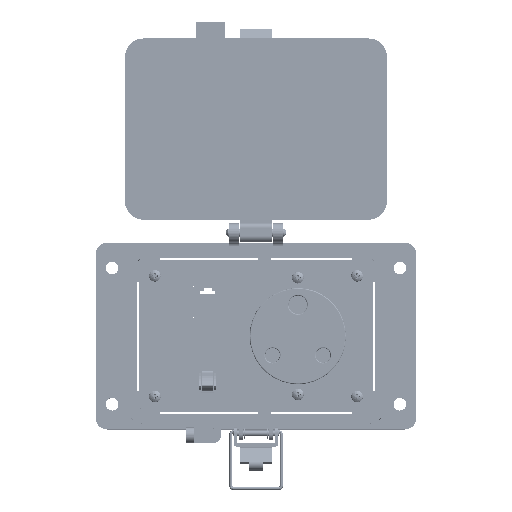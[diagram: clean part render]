
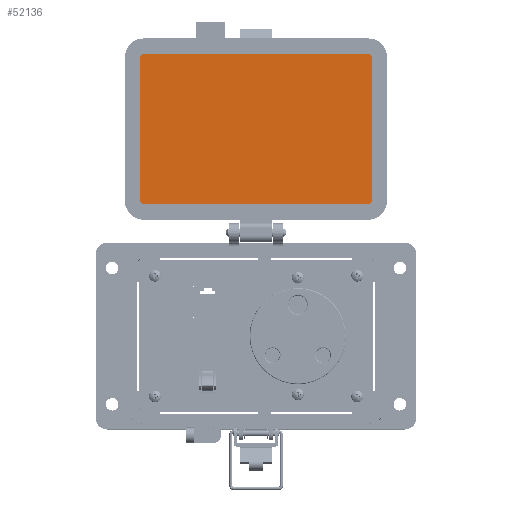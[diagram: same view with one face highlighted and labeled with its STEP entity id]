
A CAD part, top view. The second image highlights one B-rep face of the part: STEP entity #52136.
In plain terms, the highlighted planar face has unit normal (0, 0, 1).
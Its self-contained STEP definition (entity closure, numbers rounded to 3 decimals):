
#257 = ORIENTED_EDGE ( 'NONE', *, *, #12729, .F. ) ;
#1177 = EDGE_LOOP ( 'NONE', ( #73513, #48494, #51476, #10373, #92531, #97376, #96808, #257 ) ) ;
#3048 = AXIS2_PLACEMENT_3D ( 'NONE', #38528, #105526, #30306 ) ;
#4085 = AXIS2_PLACEMENT_3D ( 'NONE', #22837, #89299, #39329 ) ;
#4532 = EDGE_CURVE ( 'NONE', #23449, #89698, #17449, .T. ) ;
#5282 = VERTEX_POINT ( 'NONE', #89868 ) ;
#9568 = DIRECTION ( 'NONE',  ( 0., -1., 0. ) ) ;
#10080 = CARTESIAN_POINT ( 'NONE',  ( -57.72, 69.55, 8.694 ) ) ;
#10373 = ORIENTED_EDGE ( 'NONE', *, *, #39295, .F. ) ;
#12729 = EDGE_CURVE ( 'NONE', #78877, #23449, #37071, .T. ) ;
#13034 = CIRCLE ( 'NONE', #51660, 1.785 ) ;
#16928 = VECTOR ( 'NONE', #98681, 1000. ) ;
#17449 = CIRCLE ( 'NONE', #31705, 1.785 ) ;
#19141 = AXIS2_PLACEMENT_3D ( 'NONE', #10080, #77654, #9568 ) ;
#22837 = CARTESIAN_POINT ( 'NONE',  ( 57.717, 69.55, 8.694 ) ) ;
#23346 = EDGE_CURVE ( 'NONE', #27040, #81185, #50797, .T. ) ;
#23449 = VERTEX_POINT ( 'NONE', #77400 ) ;
#24514 = CARTESIAN_POINT ( 'NONE',  ( -59.505, 143.334, 8.694 ) ) ;
#25847 = DIRECTION ( 'NONE',  ( 0., -1., 0. ) ) ;
#27040 = VERTEX_POINT ( 'NONE', #99728 ) ;
#29923 = DIRECTION ( 'NONE',  ( 1., 0., 0. ) ) ;
#30306 = DIRECTION ( 'NONE',  ( 0., -1., 0. ) ) ;
#31516 = CARTESIAN_POINT ( 'NONE',  ( -57.72, 145.119, 8.694 ) ) ;
#31705 = AXIS2_PLACEMENT_3D ( 'NONE', #50587, #49501, #25847 ) ;
#34694 = EDGE_CURVE ( 'NONE', #81185, #5282, #49258, .T. ) ;
#37071 = LINE ( 'NONE', #54660, #93384 ) ;
#38528 = CARTESIAN_POINT ( 'NONE',  ( -30.745, 145.119, 8.694 ) ) ;
#39295 = EDGE_CURVE ( 'NONE', #51640, #27040, #70298, .T. ) ;
#39329 = DIRECTION ( 'NONE',  ( 0., -1., 0. ) ) ;
#44176 = EDGE_CURVE ( 'NONE', #5282, #78877, #13034, .T. ) ;
#44269 = EDGE_CURVE ( 'NONE', #89698, #77443, #52183, .T. ) ;
#48494 = ORIENTED_EDGE ( 'NONE', *, *, #34694, .F. ) ;
#49258 = LINE ( 'NONE', #24514, #16928 ) ;
#49501 = DIRECTION ( 'NONE',  ( 0., 0., -1. ) ) ;
#50587 = CARTESIAN_POINT ( 'NONE',  ( 57.717, 143.334, 8.694 ) ) ;
#50797 = CIRCLE ( 'NONE', #19141, 1.785 ) ;
#51476 = ORIENTED_EDGE ( 'NONE', *, *, #23346, .F. ) ;
#51640 = VERTEX_POINT ( 'NONE', #80990 ) ;
#51660 = AXIS2_PLACEMENT_3D ( 'NONE', #81910, #99427, #74758 ) ;
#51671 = DIRECTION ( 'NONE',  ( 0., -1., 0. ) ) ;
#52136 = ADVANCED_FACE ( 'NONE', ( #88520 ), #80295, .T. ) ;
#52183 = LINE ( 'NONE', #84637, #90342 ) ;
#54660 = CARTESIAN_POINT ( 'NONE',  ( 57.717, 145.119, 8.694 ) ) ;
#56033 = VECTOR ( 'NONE', #95526, 1000. ) ;
#64264 = CARTESIAN_POINT ( 'NONE',  ( 59.502, 143.334, 8.694 ) ) ;
#70298 = LINE ( 'NONE', #103747, #56033 ) ;
#73513 = ORIENTED_EDGE ( 'NONE', *, *, #44176, .F. ) ;
#74758 = DIRECTION ( 'NONE',  ( 0., -1., 0. ) ) ;
#77400 = CARTESIAN_POINT ( 'NONE',  ( 57.717, 145.119, 8.694 ) ) ;
#77443 = VERTEX_POINT ( 'NONE', #89203 ) ;
#77654 = DIRECTION ( 'NONE',  ( 0., 0., -1. ) ) ;
#78877 = VERTEX_POINT ( 'NONE', #31516 ) ;
#79544 = CARTESIAN_POINT ( 'NONE',  ( -59.505, 69.55, 8.694 ) ) ;
#80295 = PLANE ( 'NONE',  #3048 ) ;
#80990 = CARTESIAN_POINT ( 'NONE',  ( 57.717, 67.765, 8.694 ) ) ;
#81185 = VERTEX_POINT ( 'NONE', #79544 ) ;
#81910 = CARTESIAN_POINT ( 'NONE',  ( -57.72, 143.334, 8.694 ) ) ;
#84637 = CARTESIAN_POINT ( 'NONE',  ( 59.502, 69.55, 8.694 ) ) ;
#86482 = CIRCLE ( 'NONE', #4085, 1.785 ) ;
#88520 = FACE_OUTER_BOUND ( 'NONE', #1177, .T. ) ;
#89203 = CARTESIAN_POINT ( 'NONE',  ( 59.502, 69.55, 8.694 ) ) ;
#89299 = DIRECTION ( 'NONE',  ( 0., 0., -1. ) ) ;
#89698 = VERTEX_POINT ( 'NONE', #64264 ) ;
#89868 = CARTESIAN_POINT ( 'NONE',  ( -59.505, 143.334, 8.694 ) ) ;
#90342 = VECTOR ( 'NONE', #51671, 1000. ) ;
#92531 = ORIENTED_EDGE ( 'NONE', *, *, #108109, .F. ) ;
#93384 = VECTOR ( 'NONE', #29923, 1000. ) ;
#95526 = DIRECTION ( 'NONE',  ( -1., 0., 0. ) ) ;
#96808 = ORIENTED_EDGE ( 'NONE', *, *, #4532, .F. ) ;
#97376 = ORIENTED_EDGE ( 'NONE', *, *, #44269, .F. ) ;
#98681 = DIRECTION ( 'NONE',  ( 0., 1., 0. ) ) ;
#99427 = DIRECTION ( 'NONE',  ( 0., 0., -1. ) ) ;
#99728 = CARTESIAN_POINT ( 'NONE',  ( -57.72, 67.765, 8.694 ) ) ;
#103747 = CARTESIAN_POINT ( 'NONE',  ( -57.72, 67.765, 8.694 ) ) ;
#105526 = DIRECTION ( 'NONE',  ( 0., 0., 1. ) ) ;
#108109 = EDGE_CURVE ( 'NONE', #77443, #51640, #86482, .T. ) ;
